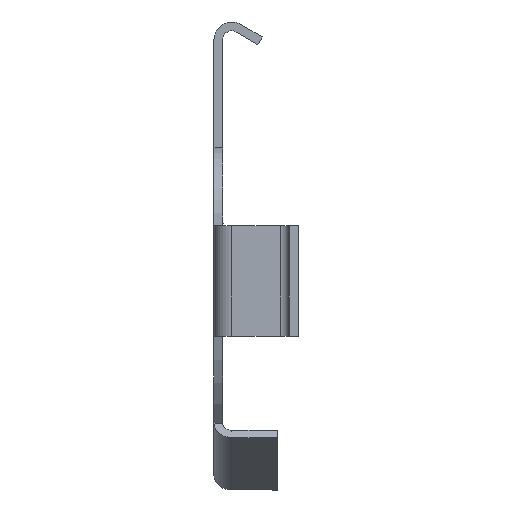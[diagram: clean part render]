
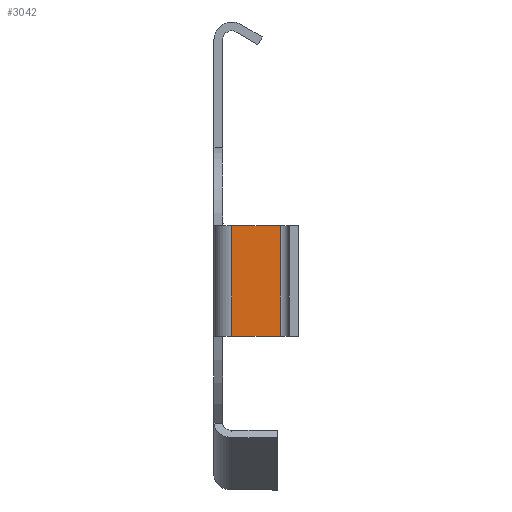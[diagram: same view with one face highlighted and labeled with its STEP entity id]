
A CAD part, left-side view. The second image highlights one B-rep face of the part: STEP entity #3042.
In plain terms, the highlighted planar face has unit normal (-1, 0, 0).
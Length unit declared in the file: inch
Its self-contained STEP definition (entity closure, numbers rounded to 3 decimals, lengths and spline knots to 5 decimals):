
#78 = PLANE ( 'NONE',  #1281 ) ;
#241 = EDGE_CURVE ( 'NONE', #1619, #3038, #3182, .T. ) ;
#554 = EDGE_CURVE ( 'NONE', #1170, #2209, #2295, .T. ) ;
#665 = CARTESIAN_POINT ( 'NONE',  ( -0.26, -0.0751, -0.3355 ) ) ;
#680 = LINE ( 'NONE', #3015, #3069 ) ;
#804 = CARTESIAN_POINT ( 'NONE',  ( -0.26, -0.02, -0.2105 ) ) ;
#827 = CARTESIAN_POINT ( 'NONE',  ( -0.26, -0.0751, -0.2105 ) ) ;
#837 = DIRECTION ( 'NONE',  ( 0., 1., 0. ) ) ;
#1124 = CARTESIAN_POINT ( 'NONE',  ( -0.26, -0.01, -0.3355 ) ) ;
#1170 = VERTEX_POINT ( 'NONE', #804 ) ;
#1281 = AXIS2_PLACEMENT_3D ( 'NONE', #3716, #1802, #4039 ) ;
#1325 = DIRECTION ( 'NONE',  ( 0., -1., 0. ) ) ;
#1466 = CARTESIAN_POINT ( 'NONE',  ( -0.26, -0.02, -0.3355 ) ) ;
#1619 = VERTEX_POINT ( 'NONE', #665 ) ;
#1705 = LINE ( 'NONE', #2356, #4126 ) ;
#1802 = DIRECTION ( 'NONE',  ( 1., 0., 0. ) ) ;
#2106 = DIRECTION ( 'NONE',  ( 0., 0., -1. ) ) ;
#2194 = CARTESIAN_POINT ( 'NONE',  ( -0.26, -0.0751, -0.2105 ) ) ;
#2209 = VERTEX_POINT ( 'NONE', #2194 ) ;
#2295 = LINE ( 'NONE', #827, #3132 ) ;
#2356 = CARTESIAN_POINT ( 'NONE',  ( -0.26, -0.02, -0.3355 ) ) ;
#2461 = ORIENTED_EDGE ( 'NONE', *, *, #2555, .F. ) ;
#2555 = EDGE_CURVE ( 'NONE', #3038, #1170, #1705, .T. ) ;
#2795 = EDGE_CURVE ( 'NONE', #2209, #1619, #680, .T. ) ;
#3015 = CARTESIAN_POINT ( 'NONE',  ( -0.26, -0.0751, 0. ) ) ;
#3038 = VERTEX_POINT ( 'NONE', #1466 ) ;
#3042 = ADVANCED_FACE ( 'NONE', ( #3406 ), #78, .F. ) ;
#3069 = VECTOR ( 'NONE', #2106, 39.37008 ) ;
#3132 = VECTOR ( 'NONE', #1325, 39.37008 ) ;
#3182 = LINE ( 'NONE', #1124, #3486 ) ;
#3341 = ORIENTED_EDGE ( 'NONE', *, *, #2795, .F. ) ;
#3400 = EDGE_LOOP ( 'NONE', ( #3493, #3341, #4052, #2461 ) ) ;
#3406 = FACE_OUTER_BOUND ( 'NONE', #3400, .T. ) ;
#3486 = VECTOR ( 'NONE', #837, 39.37008 ) ;
#3493 = ORIENTED_EDGE ( 'NONE', *, *, #241, .F. ) ;
#3627 = DIRECTION ( 'NONE',  ( 0., 0., 1. ) ) ;
#3716 = CARTESIAN_POINT ( 'NONE',  ( -0.26, 0., 0. ) ) ;
#4039 = DIRECTION ( 'NONE',  ( 0., 1., 0. ) ) ;
#4052 = ORIENTED_EDGE ( 'NONE', *, *, #554, .F. ) ;
#4126 = VECTOR ( 'NONE', #3627, 39.37008 ) ;
